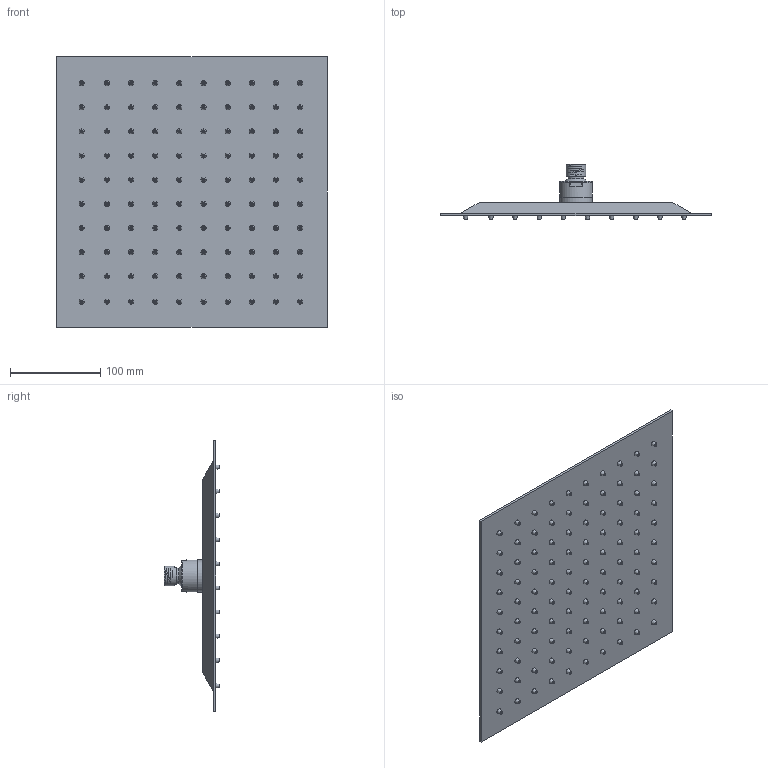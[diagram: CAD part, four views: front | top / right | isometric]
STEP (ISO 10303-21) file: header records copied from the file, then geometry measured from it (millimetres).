
FILE_DESCRIPTION(/* description */ (''),/* implementation_level */ '2;1');
FILE_NAME(/* name */ 'FD8-501-22',/* time_stamp */ '2020-10-12T15:06:09+08:00',/* author */ (''),/* organization */ (''),/* preprocessor_version */ 'ST-DEVELOPER v9',/* originating_system */ 'UGS - NX 4.0',/* authorisation */ '');
FILE_SCHEMA (('CONFIG_CONTROL_DESIGN'));
Length unit declared in the file: millimetre
Products named in the file (1): SH14002
Bounding box: 300 x 61.23 x 300 mm (x, y, z)
Volume: 913637.1 mm3; surface area: 204937.8 mm2
Topology: 2 solids, 3 shells, 454 faces, 839 edges, 586 vertices
Faces by surface type: plane 222, cylinder 114, cone 101, sphere 7, bspline 6, torus 4
Full cylindrical faces by diameter (mm): 1.41 x100, 12.5 x1, 17 x2, 17.5 x1, 22 x1, 36.5 x2
Entity records: 10370 total; most frequent: CARTESIAN_POINT 2423, DIRECTION 1802, ORIENTED_EDGE 1008, AXIS2_PLACEMENT_3D 879, EDGE_LOOP 867, FACE_BOUND 526, EDGE_CURVE 504, VERTEX_POINT 471
